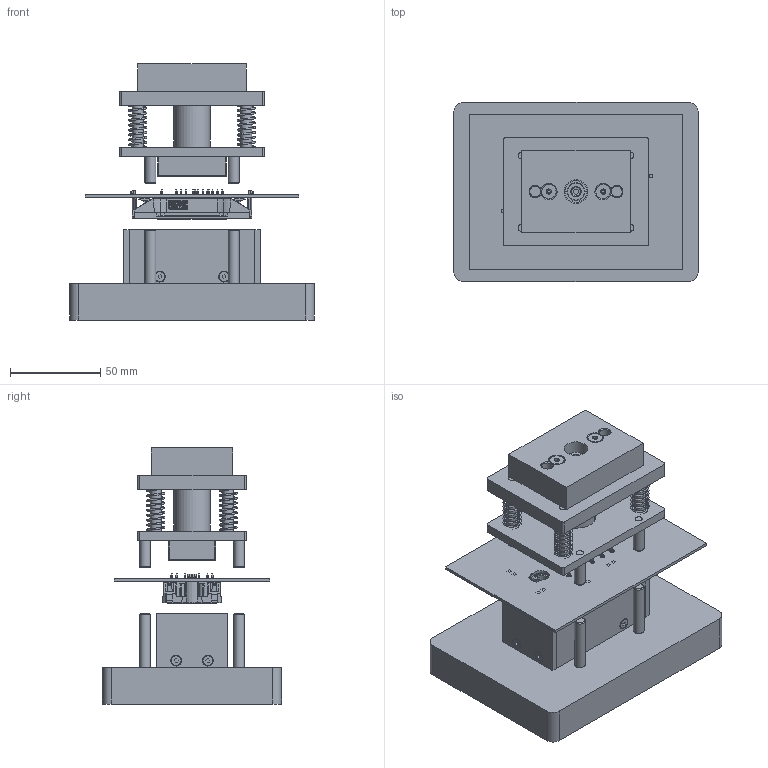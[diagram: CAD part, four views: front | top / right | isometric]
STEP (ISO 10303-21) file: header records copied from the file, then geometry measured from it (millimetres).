
FILE_DESCRIPTION(/* description */ ('Unknown'),/* implementation_level */ '2;1');
FILE_NAME(/* name */ 'pressout_assembly_new_FLOW0',/* time_stamp */ '2017-07-10T13:16:58+02:00',/* author */ ('Unknown'),/* organization */ ('Unknown'),/* preprocessor_version */ 'ST-DEVELOPER v16.7',/* originating_system */ 'DEX',/* authorisation */ $);
FILE_SCHEMA (('AUTOMOTIVE_DESIGN {1 0 10303 214 3 1 1}'));
Products named in the file (28): pressout_assembly_new_FLOW0; modul; substrate; ceramic1; P-P402; haz; barcode; bkny_M5x16_DIN7991; pressout_pad; pressout_pad_sidewall_long; PCB; pressout_pad_sidewall_short; springpin; pressing_plate_lower; base; baseplate; supporting_pin; spacer; ram; pressing_plate_upper; fixing_pin; nyr_SPEC-C0240-020-1000S; bkny_M6x45_DIN912; 400-0173-31-07-01_DIN7991_M3x12_screw; Adaptor_for_magnetic_clamp; M6-alatet; bkny_M4x20_DIN7991
Assembly tree (72 placements, depth 4):
  pressout_assembly_new_FLOW0
    modul
      substrate
        ceramic1
        P-P402  x23
      haz
      barcode
    bkny_M5x16_DIN7991  x2
    pressout_pad
    pressout_pad_sidewall_long  x2
    PCB
    pressout_pad_sidewall_short  x2
    springpin  x4
    pressing_plate_lower
    base
      baseplate
      supporting_pin  x4
    spacer
    ram
    pressing_plate_upper
    fixing_pin  x4
    nyr_SPEC-C0240-020-1000S  x4
    bkny_M6x45_DIN912
    400-0173-31-07-01_DIN7991_M3x12_screw  x8
    Adaptor_for_magnetic_clamp
    M6-alatet
    bkny_M4x20_DIN7991  x2
    M6-alatet
Bounding box: 135 x 99 x 141.6 mm (x, y, z)
Volume: 457262.4 mm3; surface area: 149884.5 mm2
Topology: 141 solids, 187 shells, 5516 faces, 14155 edges, 9097 vertices
Faces by surface type: plane 3227, cylinder 1650, bspline 255, torus 207, cone 165, sphere 12
Full cylindrical faces by diameter (mm): 0.1 x23, 0.5 x23, 1.1 x4, 1.5 x23, 2.45 x23, 2.459 x8, 3 x16, 3.2 x8, 3.242 x4, 4 x30, 4.3 x3, 4.917 x1, 5 x2, 5.1 x2, 6 x15, 6.05 x2, 6.1 x2, 6.2 x4, 6.4 x2, 8 x2, 10 x3, 12 x2, 13 x1, 20 x1, 22 x1
Entity records: 73749 total; most frequent: CARTESIAN_POINT 16494, DIRECTION 9985, ORIENTED_EDGE 9932, EDGE_CURVE 4966, LINE 3527, VECTOR 3527, VERTEX_POINT 3347, AXIS2_PLACEMENT_3D 3229
